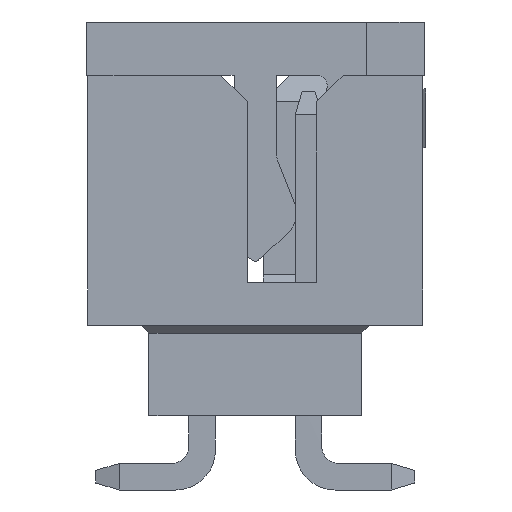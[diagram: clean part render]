
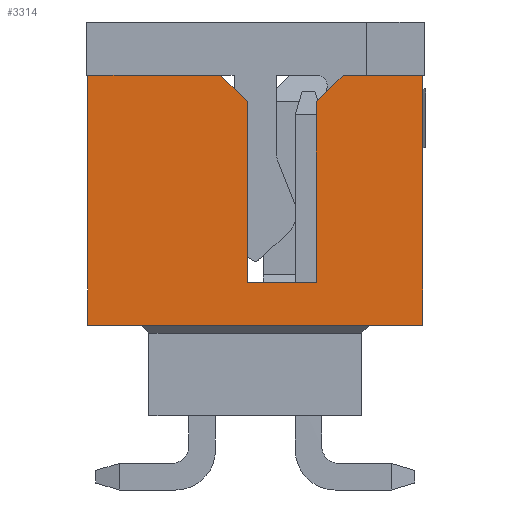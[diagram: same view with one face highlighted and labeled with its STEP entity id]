
A CAD part, left-side view. The second image highlights one B-rep face of the part: STEP entity #3314.
In plain terms, the highlighted planar face has unit normal (-1, 0, 0).
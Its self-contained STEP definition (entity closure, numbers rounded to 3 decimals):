
#3004=CARTESIAN_POINT('',(-11.325,3.15,0.));
#3005=VERTEX_POINT('',#3004);
#3012=CARTESIAN_POINT('',(-11.325,3.15,4.7));
#3013=VERTEX_POINT('',#3012);
#3014=CARTESIAN_POINT('',(-11.325,3.15,0.));
#3015=DIRECTION('',(0.,0.,1.));
#3016=VECTOR('',#3015,4.7);
#3017=LINE('',#3014,#3016);
#3018=EDGE_CURVE('',#3005,#3013,#3017,.T.);
#3038=CARTESIAN_POINT('',(-11.325,0.65,4.7));
#3039=VERTEX_POINT('',#3038);
#3040=CARTESIAN_POINT('',(-11.325,3.15,4.7));
#3041=DIRECTION('',(0.,-1.,0.));
#3042=VECTOR('',#3041,2.5);
#3043=LINE('',#3040,#3042);
#3044=EDGE_CURVE('',#3013,#3039,#3043,.T.);
#3076=CARTESIAN_POINT('',(-11.325,-3.15,4.7));
#3077=VERTEX_POINT('',#3076);
#3084=CARTESIAN_POINT('',(-11.325,-3.15,0.));
#3085=VERTEX_POINT('',#3084);
#3086=CARTESIAN_POINT('',(-11.325,-3.15,4.7));
#3087=DIRECTION('',(0.,0.,-1.));
#3088=VECTOR('',#3087,4.7);
#3089=LINE('',#3086,#3088);
#3090=EDGE_CURVE('',#3077,#3085,#3089,.T.);
#3246=CARTESIAN_POINT('',(-11.325,-3.15,0.));
#3247=DIRECTION('',(0.,1.,0.));
#3248=VECTOR('',#3247,6.3);
#3249=LINE('',#3246,#3248);
#3250=EDGE_CURVE('',#3085,#3005,#3249,.T.);
#3257=CARTESIAN_POINT('',(-11.325,3.15,4.7));
#3258=DIRECTION('',(0.,0.,-1.));
#3259=DIRECTION('',(-1.,-0.,-0.));
#3260=AXIS2_PLACEMENT_3D('',#3257,#3259,#3258);
#3261=PLANE('',#3260);
#3262=ORIENTED_EDGE('',*,*,#3250,.F.);
#3263=ORIENTED_EDGE('',*,*,#3090,.F.);
#3264=CARTESIAN_POINT('',(-11.325,-1.65,4.7));
#3265=VERTEX_POINT('',#3264);
#3266=CARTESIAN_POINT('',(-11.325,-3.15,4.7));
#3267=DIRECTION('',(0.,1.,0.));
#3268=VECTOR('',#3267,1.5);
#3269=LINE('',#3266,#3268);
#3270=EDGE_CURVE('',#3077,#3265,#3269,.T.);
#3271=ORIENTED_EDGE('',*,*,#3270,.T.);
#3272=CARTESIAN_POINT('',(-11.325,-1.15,4.2));
#3273=VERTEX_POINT('',#3272);
#3274=CARTESIAN_POINT('',(-11.325,-1.65,4.7));
#3275=DIRECTION('',(0.,0.707,-0.707));
#3276=VECTOR('',#3275,0.707);
#3277=LINE('',#3274,#3276);
#3278=EDGE_CURVE('',#3265,#3273,#3277,.T.);
#3279=ORIENTED_EDGE('',*,*,#3278,.T.);
#3280=CARTESIAN_POINT('',(-11.325,-1.15,0.8));
#3281=VERTEX_POINT('',#3280);
#3282=CARTESIAN_POINT('',(-11.325,-1.15,4.2));
#3283=DIRECTION('',(0.,0.,-1.));
#3284=VECTOR('',#3283,3.4);
#3285=LINE('',#3282,#3284);
#3286=EDGE_CURVE('',#3273,#3281,#3285,.T.);
#3287=ORIENTED_EDGE('',*,*,#3286,.T.);
#3288=CARTESIAN_POINT('',(-11.325,0.15,0.8));
#3289=VERTEX_POINT('',#3288);
#3290=CARTESIAN_POINT('',(-11.325,0.15,0.8));
#3291=DIRECTION('',(0.,-1.,0.));
#3292=VECTOR('',#3291,1.3);
#3293=LINE('',#3290,#3292);
#3294=EDGE_CURVE('',#3289,#3281,#3293,.T.);
#3295=ORIENTED_EDGE('',*,*,#3294,.F.);
#3296=CARTESIAN_POINT('',(-11.325,0.15,4.2));
#3297=VERTEX_POINT('',#3296);
#3298=CARTESIAN_POINT('',(-11.325,0.15,0.8));
#3299=DIRECTION('',(0.,0.,1.));
#3300=VECTOR('',#3299,3.4);
#3301=LINE('',#3298,#3300);
#3302=EDGE_CURVE('',#3289,#3297,#3301,.T.);
#3303=ORIENTED_EDGE('',*,*,#3302,.T.);
#3304=CARTESIAN_POINT('',(-11.325,0.15,4.2));
#3305=DIRECTION('',(0.,0.707,0.707));
#3306=VECTOR('',#3305,0.707);
#3307=LINE('',#3304,#3306);
#3308=EDGE_CURVE('',#3297,#3039,#3307,.T.);
#3309=ORIENTED_EDGE('',*,*,#3308,.T.);
#3310=ORIENTED_EDGE('',*,*,#3044,.F.);
#3311=ORIENTED_EDGE('',*,*,#3018,.F.);
#3312=EDGE_LOOP('',(#3262,#3263,#3271,#3279,#3287,#3295,#3303,#3309,#3310,#3311));
#3313=FACE_OUTER_BOUND('',#3312,.T.);
#3314=ADVANCED_FACE('',(#3313),#3261,.T.);
